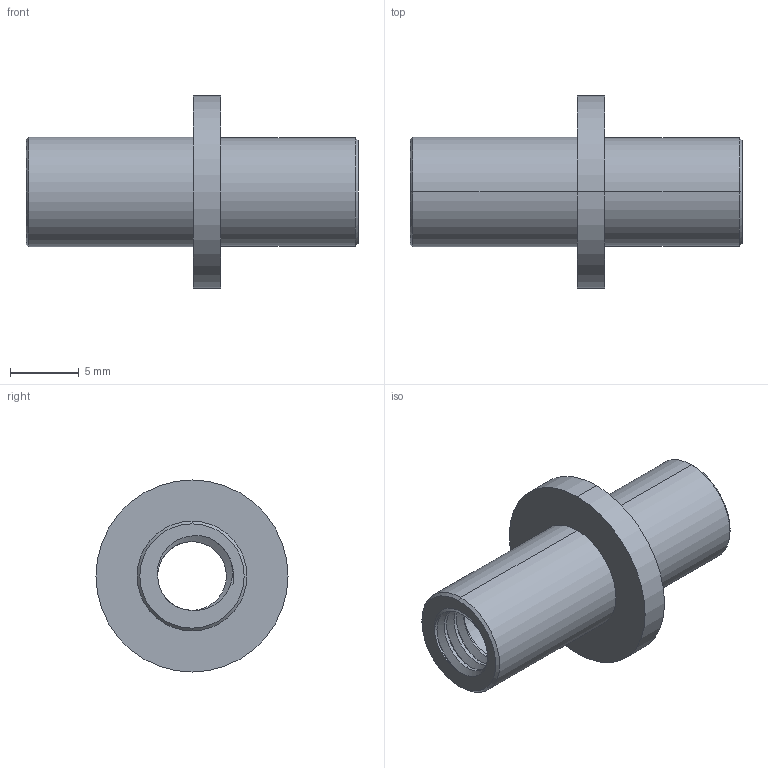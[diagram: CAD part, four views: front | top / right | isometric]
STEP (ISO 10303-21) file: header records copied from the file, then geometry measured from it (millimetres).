
FILE_DESCRIPTION (( 'STEP AP214' ), '1' );
FILE_NAME ('P00162P01.STEP', '2019-10-01T14:18:43', ( '' ), ( '' ), 'SwSTEP 2.0', 'SolidWorks 2018', '' );
FILE_SCHEMA (( 'AUTOMOTIVE_DESIGN' ));
Length unit declared in the file: millimetre
Products named in the file (2): P00162P01
Bounding box: 24.2 x 14 x 14 mm (x, y, z)
Volume: 546.6 mm3; surface area: 1441.2 mm2
Topology: 1 solids, 1 shells, 27 faces, 61 edges, 39 vertices
Faces by surface type: cylinder 15, plane 5, cone 4, bspline 3
Entity records: 1402 total; most frequent: CARTESIAN_POINT 790, ORIENTED_EDGE 122, DIRECTION 114, EDGE_CURVE 61, AXIS2_PLACEMENT_3D 48, VERTEX_POINT 39, EDGE_LOOP 32, FACE_OUTER_BOUND 27
